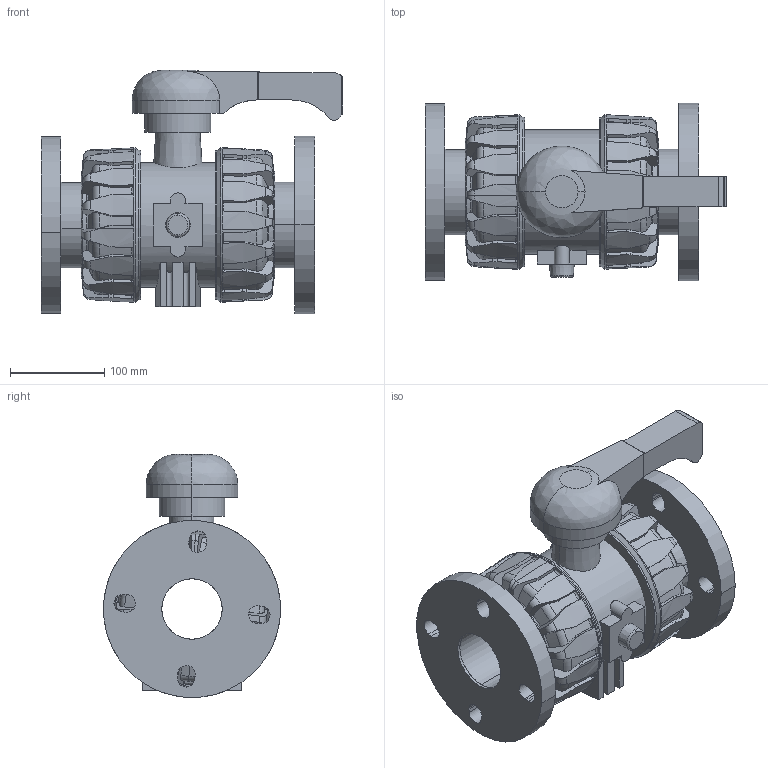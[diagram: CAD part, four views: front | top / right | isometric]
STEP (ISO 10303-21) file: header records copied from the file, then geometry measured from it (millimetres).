
FILE_DESCRIPTION(('STEP AP214'),'1');
FILE_NAME('vkdom075f.stp','2018-03-06T12:23:07',('TraceParts'),('TraceParts S.A.'),'Spatial InterOp 3D',' ',' ');
FILE_SCHEMA(('automotive_design'));
Length unit declared in the file: millimetre
Products named in the file (8): vkdom075f_1; vkdom075f_2; vkdom075f_3; vkdom075f_4; vkdom075f_5; vkdom075f_6; vkdom075f_7; vkdom075f_8
Bounding box: 319.96 x 188 x 258 mm (x, y, z)
Volume: 4404529.8 mm3; surface area: 625320.2 mm2
Topology: 8 solids, 8 shells, 936 faces, 2562 edges, 1653 vertices
Faces by surface type: plane 324, cylinder 250, torus 178, cone 176, bspline 8
Entity records: 43503 total; most frequent: CARTESIAN_POINT 12618, ORIENTED_EDGE 5124, DIRECTION 4742, EDGE_CURVE 2562, AXIS2_PLACEMENT_3D 1993, VERTEX_POINT 1653, EDGE_LOOP 977, STYLED_ITEM 944
